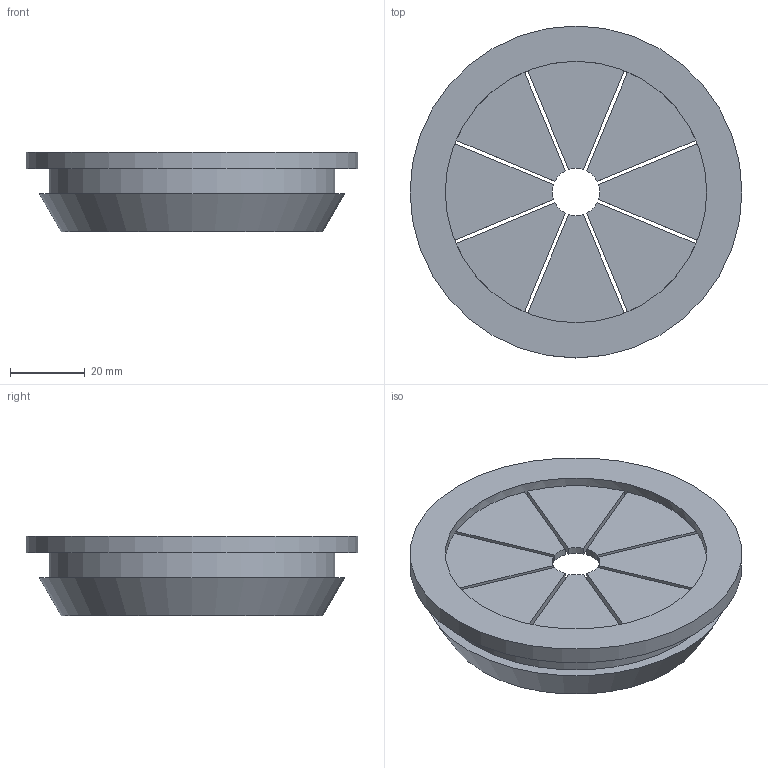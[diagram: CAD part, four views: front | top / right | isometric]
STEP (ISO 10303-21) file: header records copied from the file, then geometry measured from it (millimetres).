
FILE_DESCRIPTION(/* description */ (''),/* implementation_level */ '2;1');
FILE_NAME(/* name */ 'Concrete Mixer Attachment (1) v1.step',/* time_stamp */ '2023-09-11T15:42:41-04:00',/* author */ (''),/* organization */ (''),/* preprocessor_version */ 'ST-DEVELOPER v20',/* originating_system */ 'Autodesk Translation Framework v12.9.0.99',/* authorisation */ '');
FILE_SCHEMA (('AUTOMOTIVE_DESIGN { 1 0 10303 214 3 1 1 }'));
Length unit declared in the file: inch
Products named in the file (1): Concrete Mixer Attachment (1)
Bounding box: 88.65 x 88.65 x 21.34 mm (x, y, z)
Volume: 28843.4 mm3; surface area: 23892.2 mm2
Topology: 2 solids, 2 shells, 49 faces, 113 edges, 75 vertices
Faces by surface type: plane 36, cylinder 12, cone 1
Full cylindrical faces by diameter (mm): 69.85 x2, 76.2 x1, 88.646 x1
Entity records: 1444 total; most frequent: DIRECTION 256, CARTESIAN_POINT 238, ORIENTED_EDGE 226, EDGE_CURVE 113, AXIS2_PLACEMENT_3D 93, VERTEX_POINT 75, LINE 70, VECTOR 70
